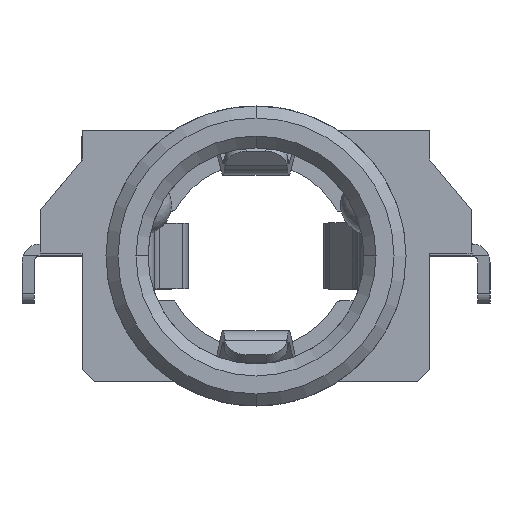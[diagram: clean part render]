
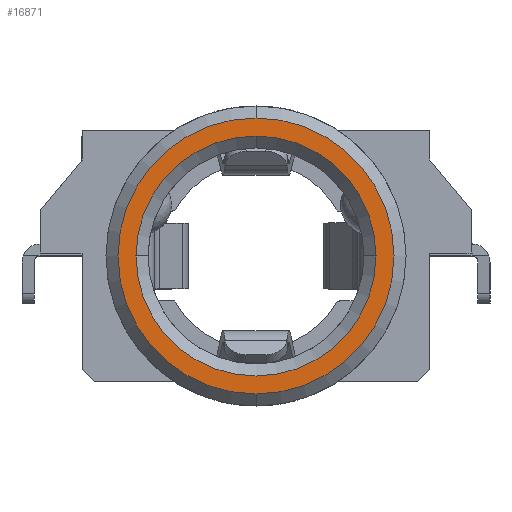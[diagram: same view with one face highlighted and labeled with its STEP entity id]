
A CAD part, left-side view. The second image highlights one B-rep face of the part: STEP entity #16871.
In plain terms, the highlighted planar face has unit normal (-1, 0, 0).
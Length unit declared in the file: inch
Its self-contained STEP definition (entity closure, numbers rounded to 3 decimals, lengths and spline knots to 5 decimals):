
#213 = CARTESIAN_POINT ( 'NONE',  ( 25.43639, 15.06177, 0.87008 ) ) ;
#231 = CARTESIAN_POINT ( 'NONE',  ( 25.43639, 15.06177, 0.87008 ) ) ;
#1415 = ORIENTED_EDGE ( 'NONE', *, *, #8058, .T. ) ;
#1557 = VERTEX_POINT ( 'NONE', #7030 ) ;
#2225 = CARTESIAN_POINT ( 'NONE',  ( 25.43639, 15.06177, 0.94882 ) ) ;
#2247 = ORIENTED_EDGE ( 'NONE', *, *, #8947, .T. ) ;
#2616 = VERTEX_POINT ( 'NONE', #22197 ) ;
#3231 = VERTEX_POINT ( 'NONE', #21898 ) ;
#3506 = AXIS2_PLACEMENT_3D ( 'NONE', #7614, #11623, #24463 ) ;
#4525 = EDGE_CURVE ( 'NONE', #3231, #1557, #10707, .T. ) ;
#5109 = CIRCLE ( 'NONE', #8738, 0.07874 ) ;
#6302 = DIRECTION ( 'NONE',  ( 1., 0., 0. ) ) ;
#6549 = EDGE_CURVE ( 'NONE', #1557, #3231, #12767, .T. ) ;
#7030 = CARTESIAN_POINT ( 'NONE',  ( 25.43639, 15.06177, 0.77953 ) ) ;
#7365 = PLANE ( 'NONE',  #3506 ) ;
#7614 = CARTESIAN_POINT ( 'NONE',  ( 25.43639, 15.06177, 0.87008 ) ) ;
#8058 = EDGE_CURVE ( 'NONE', #9796, #11438, #20863, .T. ) ;
#8143 = CARTESIAN_POINT ( 'NONE',  ( 25.43639, 15.06177, 0.87008 ) ) ;
#8322 = AXIS2_PLACEMENT_3D ( 'NONE', #19131, #15316, #9414 ) ;
#8566 = EDGE_LOOP ( 'NONE', ( #9554, #16157 ) ) ;
#8738 = AXIS2_PLACEMENT_3D ( 'NONE', #8143, #23488, #10151 ) ;
#8947 = EDGE_CURVE ( 'NONE', #11438, #2616, #5109, .T. ) ;
#9414 = DIRECTION ( 'NONE',  ( 0., 0., -1. ) ) ;
#9554 = ORIENTED_EDGE ( 'NONE', *, *, #6549, .T. ) ;
#9796 = VERTEX_POINT ( 'NONE', #10247 ) ;
#10151 = DIRECTION ( 'NONE',  ( 0., 0., 1. ) ) ;
#10247 = CARTESIAN_POINT ( 'NONE',  ( 25.43639, 15.14051, 0.87008 ) ) ;
#10707 = CIRCLE ( 'NONE', #8322, 0.09055 ) ;
#11438 = VERTEX_POINT ( 'NONE', #2225 ) ;
#11623 = DIRECTION ( 'NONE',  ( -1., 0., 0. ) ) ;
#12767 = CIRCLE ( 'NONE', #16810, 0.09055 ) ;
#13308 = DIRECTION ( 'NONE',  ( -1., 0., 0. ) ) ;
#13507 = CARTESIAN_POINT ( 'NONE',  ( 25.43639, 15.06177, 0.87008 ) ) ;
#15316 = DIRECTION ( 'NONE',  ( -1., 0., 0. ) ) ;
#16157 = ORIENTED_EDGE ( 'NONE', *, *, #4525, .T. ) ;
#16810 = AXIS2_PLACEMENT_3D ( 'NONE', #213, #13308, #22885 ) ;
#16815 = DIRECTION ( 'NONE',  ( 0., 0., 1. ) ) ;
#16871 = ADVANCED_FACE ( 'NONE', ( #22714, #24840 ), #7365, .T. ) ;
#19131 = CARTESIAN_POINT ( 'NONE',  ( 25.43639, 15.06177, 0.87008 ) ) ;
#19855 = AXIS2_PLACEMENT_3D ( 'NONE', #231, #6302, #23532 ) ;
#20863 = CIRCLE ( 'NONE', #22876, 0.07874 ) ;
#20934 = DIRECTION ( 'NONE',  ( 1., 0., 0. ) ) ;
#21524 = ORIENTED_EDGE ( 'NONE', *, *, #21995, .T. ) ;
#21898 = CARTESIAN_POINT ( 'NONE',  ( 25.43639, 15.06177, 0.96063 ) ) ;
#21995 = EDGE_CURVE ( 'NONE', #2616, #9796, #23030, .T. ) ;
#22197 = CARTESIAN_POINT ( 'NONE',  ( 25.43639, 14.98303, 0.87008 ) ) ;
#22714 = FACE_BOUND ( 'NONE', #24718, .T. ) ;
#22876 = AXIS2_PLACEMENT_3D ( 'NONE', #13507, #20934, #16815 ) ;
#22885 = DIRECTION ( 'NONE',  ( 0., 0., -1. ) ) ;
#23030 = CIRCLE ( 'NONE', #19855, 0.07874 ) ;
#23488 = DIRECTION ( 'NONE',  ( 1., 0., 0. ) ) ;
#23532 = DIRECTION ( 'NONE',  ( 0., 0., 1. ) ) ;
#24463 = DIRECTION ( 'NONE',  ( 0., 0., 1. ) ) ;
#24718 = EDGE_LOOP ( 'NONE', ( #21524, #1415, #2247 ) ) ;
#24840 = FACE_OUTER_BOUND ( 'NONE', #8566, .T. ) ;
